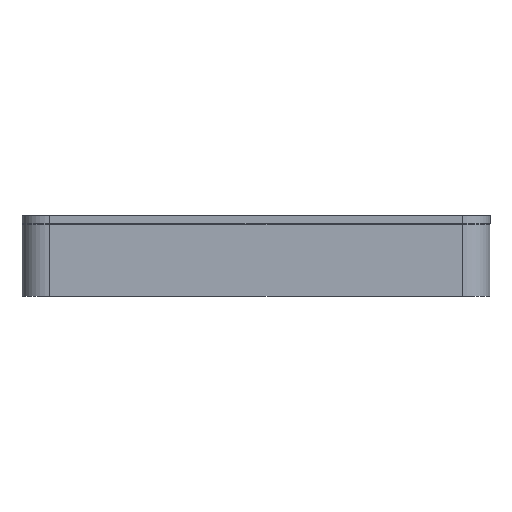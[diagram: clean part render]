
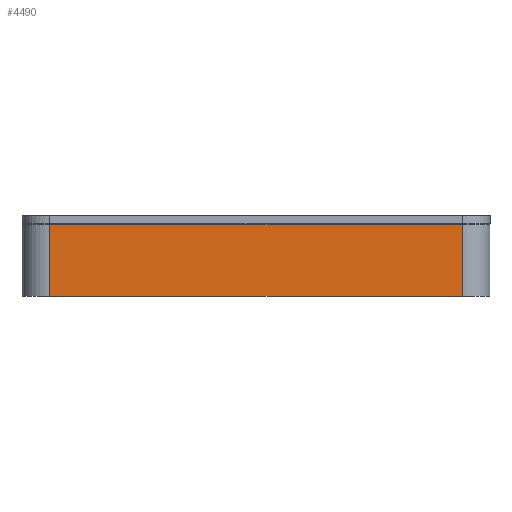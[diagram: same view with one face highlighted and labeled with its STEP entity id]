
A CAD part, front view. The second image highlights one B-rep face of the part: STEP entity #4490.
In plain terms, the highlighted planar face has unit normal (0, -1, 0).
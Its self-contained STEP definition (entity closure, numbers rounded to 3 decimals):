
#251=PLANE('',#4764);
#336=FACE_OUTER_BOUND('',#564,.T.);
#564=EDGE_LOOP('',(#3099,#3100,#3101,#3102));
#1001=LINE('',#6692,#1359);
#1009=LINE('',#6719,#1367);
#1011=LINE('',#6725,#1369);
#1012=LINE('',#6726,#1370);
#1359=VECTOR('',#5291,10.);
#1367=VECTOR('',#5317,10.);
#1369=VECTOR('',#5323,10.);
#1370=VECTOR('',#5324,10.);
#2004=VERTEX_POINT('',#6689);
#2005=VERTEX_POINT('',#6691);
#2015=VERTEX_POINT('',#6718);
#2017=VERTEX_POINT('',#6724);
#2433=EDGE_CURVE('',#2004,#2005,#1001,.T.);
#2447=EDGE_CURVE('',#2005,#2015,#1009,.T.);
#2450=EDGE_CURVE('',#2017,#2004,#1011,.T.);
#2451=EDGE_CURVE('',#2015,#2017,#1012,.T.);
#3099=ORIENTED_EDGE('',*,*,#2447,.F.);
#3100=ORIENTED_EDGE('',*,*,#2433,.F.);
#3101=ORIENTED_EDGE('',*,*,#2450,.F.);
#3102=ORIENTED_EDGE('',*,*,#2451,.F.);
#4490=ADVANCED_FACE('',(#336),#251,.T.);
#4764=AXIS2_PLACEMENT_3D('',#6723,#5321,#5322);
#5291=DIRECTION('',(1.,0.,0.));
#5317=DIRECTION('',(0.,0.,-1.));
#5321=DIRECTION('center_axis',(0.,-1.,0.));
#5322=DIRECTION('ref_axis',(1.,0.,0.));
#5323=DIRECTION('',(0.,0.,1.));
#5324=DIRECTION('',(-1.,0.,0.));
#6689=CARTESIAN_POINT('',(-20.,-101.,13.));
#6691=CARTESIAN_POINT('',(54.,-101.,13.));
#6692=CARTESIAN_POINT('',(59.,-101.,13.));
#6718=CARTESIAN_POINT('',(54.,-101.,0.));
#6719=CARTESIAN_POINT('',(54.,-101.,0.));
#6723=CARTESIAN_POINT('Origin',(-25.,-101.,0.));
#6724=CARTESIAN_POINT('',(-20.,-101.,0.));
#6725=CARTESIAN_POINT('',(-20.,-101.,0.));
#6726=CARTESIAN_POINT('',(59.,-101.,0.));
